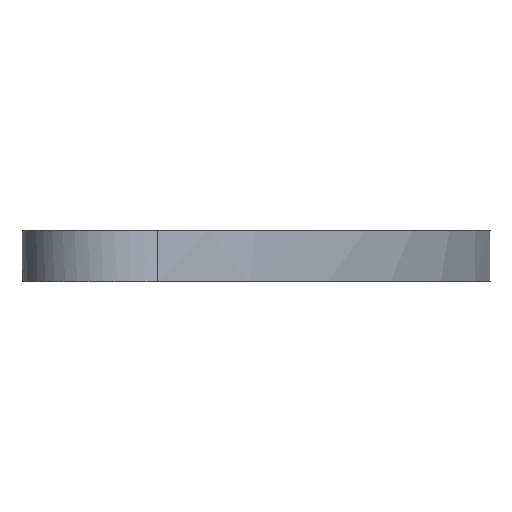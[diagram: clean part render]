
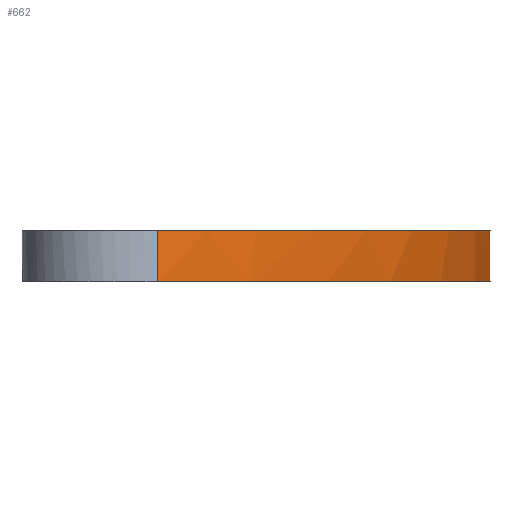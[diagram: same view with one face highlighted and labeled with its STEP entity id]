
A CAD part, left-side view. The second image highlights one B-rep face of the part: STEP entity #662.
In plain terms, the highlighted cylindrical face has radius 0.09 mm (diameter 0.18 mm), a partial arc.
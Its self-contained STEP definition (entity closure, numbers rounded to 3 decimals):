
#662 = ADVANCED_FACE('',(#663),#677,.T.);
#663 = FACE_BOUND('',#664,.T.);
#664 = EDGE_LOOP('',(#665,#710,#724,#762));
#665 = ORIENTED_EDGE('',*,*,#666,.T.);
#666 = EDGE_CURVE('',#667,#669,#671,.T.);
#667 = VERTEX_POINT('',#668);
#668 = CARTESIAN_POINT('',(0.601,0.156,0.007));
#669 = VERTEX_POINT('',#670);
#670 = CARTESIAN_POINT('',(0.445,0.156,0.007));
#671 = SURFACE_CURVE('',#672,(#676),.PCURVE_S1.);
#672 = ( BOUNDED_CURVE() B_SPLINE_CURVE(2,(#673,#674,#675),
.UNSPECIFIED.,.F.,.F.) B_SPLINE_CURVE_WITH_KNOTS((3,3),(5.226,
7.34),.PIECEWISE_BEZIER_KNOTS.) CURVE() 
GEOMETRIC_REPRESENTATION_ITEM() RATIONAL_B_SPLINE_CURVE((1.,
0.491,1.)) REPRESENTATION_ITEM('') );
#673 = CARTESIAN_POINT('',(0.601,0.156,0.007));
#674 = CARTESIAN_POINT('',(0.523,0.017,0.007));
#675 = CARTESIAN_POINT('',(0.445,0.156,0.007));
#676 = PCURVE('',#677,#682);
#677 = CYLINDRICAL_SURFACE('',#678,0.09);
#678 = AXIS2_PLACEMENT_3D('',#679,#680,#681);
#679 = CARTESIAN_POINT('',(0.523,0.2,0.));
#680 = DIRECTION('',(0.,0.,1.));
#681 = DIRECTION('',(0.,-1.,0.));
#682 = DEFINITIONAL_REPRESENTATION('',(#683),#709);
#683 = B_SPLINE_CURVE_WITH_KNOTS('',3,(#684,#685,#686,#687,#688,#689,
    #690,#691,#692,#693,#694,#695,#696,#697,#698,#699,#700,#701,#702,
    #703,#704,#705,#706,#707,#708),.UNSPECIFIED.,.F.,.F.,(4,1,1,1,1,1,1,
    1,1,1,1,1,1,1,1,1,1,1,1,1,1,1,4),(5.226,5.322,
    5.418,5.514,5.61,5.707,
    5.803,5.899,5.995,6.091,
    6.187,6.283,6.379,6.475,
    6.572,6.668,6.764,6.86,
    6.956,7.052,7.148,7.244,
    7.34),.QUASI_UNIFORM_KNOTS.);
#684 = CARTESIAN_POINT('',(7.34,0.007));
#685 = CARTESIAN_POINT('',(7.314,0.007));
#686 = CARTESIAN_POINT('',(7.26,0.007));
#687 = CARTESIAN_POINT('',(7.175,0.007));
#688 = CARTESIAN_POINT('',(7.087,0.007));
#689 = CARTESIAN_POINT('',(6.995,0.007));
#690 = CARTESIAN_POINT('',(6.9,0.007));
#691 = CARTESIAN_POINT('',(6.803,0.007));
#692 = CARTESIAN_POINT('',(6.702,0.007));
#693 = CARTESIAN_POINT('',(6.599,0.007));
#694 = CARTESIAN_POINT('',(6.495,0.007));
#695 = CARTESIAN_POINT('',(6.389,0.007));
#696 = CARTESIAN_POINT('',(6.283,0.007));
#697 = CARTESIAN_POINT('',(6.177,0.007));
#698 = CARTESIAN_POINT('',(6.071,0.007));
#699 = CARTESIAN_POINT('',(5.967,0.007));
#700 = CARTESIAN_POINT('',(5.864,0.007));
#701 = CARTESIAN_POINT('',(5.764,0.007));
#702 = CARTESIAN_POINT('',(5.666,0.007));
#703 = CARTESIAN_POINT('',(5.571,0.007));
#704 = CARTESIAN_POINT('',(5.479,0.007));
#705 = CARTESIAN_POINT('',(5.391,0.007));
#706 = CARTESIAN_POINT('',(5.306,0.007));
#707 = CARTESIAN_POINT('',(5.252,0.007));
#708 = CARTESIAN_POINT('',(5.226,0.007));
#709 = ( GEOMETRIC_REPRESENTATION_CONTEXT(2) 
PARAMETRIC_REPRESENTATION_CONTEXT() REPRESENTATION_CONTEXT('2D SPACE',''
  ) );
#710 = ORIENTED_EDGE('',*,*,#711,.T.);
#711 = EDGE_CURVE('',#669,#712,#714,.T.);
#712 = VERTEX_POINT('',#713);
#713 = CARTESIAN_POINT('',(0.445,0.156,0.));
#714 = SURFACE_CURVE('',#715,(#718),.PCURVE_S1.);
#715 = B_SPLINE_CURVE_WITH_KNOTS('',1,(#716,#717),.UNSPECIFIED.,.F.,.F.,
  (2,2),(0.,0.007),.PIECEWISE_BEZIER_KNOTS.);
#716 = CARTESIAN_POINT('',(0.445,0.156,0.007));
#717 = CARTESIAN_POINT('',(0.445,0.156,0.));
#718 = PCURVE('',#677,#719);
#719 = DEFINITIONAL_REPRESENTATION('',(#720),#723);
#720 = B_SPLINE_CURVE_WITH_KNOTS('',1,(#721,#722),.UNSPECIFIED.,.F.,.F.,
  (2,2),(0.,0.007),.PIECEWISE_BEZIER_KNOTS.);
#721 = CARTESIAN_POINT('',(5.226,0.007));
#722 = CARTESIAN_POINT('',(5.226,0.));
#723 = ( GEOMETRIC_REPRESENTATION_CONTEXT(2) 
PARAMETRIC_REPRESENTATION_CONTEXT() REPRESENTATION_CONTEXT('2D SPACE',''
  ) );
#724 = ORIENTED_EDGE('',*,*,#725,.T.);
#725 = EDGE_CURVE('',#712,#726,#728,.T.);
#726 = VERTEX_POINT('',#727);
#727 = CARTESIAN_POINT('',(0.601,0.156,0.));
#728 = SURFACE_CURVE('',#729,(#733),.PCURVE_S1.);
#729 = ( BOUNDED_CURVE() B_SPLINE_CURVE(2,(#730,#731,#732),
.UNSPECIFIED.,.F.,.F.) B_SPLINE_CURVE_WITH_KNOTS((3,3),(5.226,
7.34),.PIECEWISE_BEZIER_KNOTS.) CURVE() 
GEOMETRIC_REPRESENTATION_ITEM() RATIONAL_B_SPLINE_CURVE((1.,
0.491,1.)) REPRESENTATION_ITEM('') );
#730 = CARTESIAN_POINT('',(0.445,0.156,0.));
#731 = CARTESIAN_POINT('',(0.523,0.017,0.));
#732 = CARTESIAN_POINT('',(0.601,0.156,0.));
#733 = PCURVE('',#677,#734);
#734 = DEFINITIONAL_REPRESENTATION('',(#735),#761);
#735 = B_SPLINE_CURVE_WITH_KNOTS('',3,(#736,#737,#738,#739,#740,#741,
    #742,#743,#744,#745,#746,#747,#748,#749,#750,#751,#752,#753,#754,
    #755,#756,#757,#758,#759,#760),.UNSPECIFIED.,.F.,.F.,(4,1,1,1,1,1,1,
    1,1,1,1,1,1,1,1,1,1,1,1,1,1,1,4),(5.226,5.322,
    5.418,5.514,5.61,5.707,
    5.803,5.899,5.995,6.091,
    6.187,6.283,6.379,6.475,
    6.572,6.668,6.764,6.86,
    6.956,7.052,7.148,7.244,
    7.34),.QUASI_UNIFORM_KNOTS.);
#736 = CARTESIAN_POINT('',(5.226,0.));
#737 = CARTESIAN_POINT('',(5.252,0.));
#738 = CARTESIAN_POINT('',(5.306,0.));
#739 = CARTESIAN_POINT('',(5.391,0.));
#740 = CARTESIAN_POINT('',(5.479,0.));
#741 = CARTESIAN_POINT('',(5.571,0.));
#742 = CARTESIAN_POINT('',(5.666,0.));
#743 = CARTESIAN_POINT('',(5.764,0.));
#744 = CARTESIAN_POINT('',(5.864,0.));
#745 = CARTESIAN_POINT('',(5.967,0.));
#746 = CARTESIAN_POINT('',(6.071,0.));
#747 = CARTESIAN_POINT('',(6.177,0.));
#748 = CARTESIAN_POINT('',(6.283,0.));
#749 = CARTESIAN_POINT('',(6.389,0.));
#750 = CARTESIAN_POINT('',(6.495,0.));
#751 = CARTESIAN_POINT('',(6.599,0.));
#752 = CARTESIAN_POINT('',(6.702,0.));
#753 = CARTESIAN_POINT('',(6.803,0.));
#754 = CARTESIAN_POINT('',(6.9,0.));
#755 = CARTESIAN_POINT('',(6.995,0.));
#756 = CARTESIAN_POINT('',(7.087,0.));
#757 = CARTESIAN_POINT('',(7.175,0.));
#758 = CARTESIAN_POINT('',(7.26,0.));
#759 = CARTESIAN_POINT('',(7.314,0.));
#760 = CARTESIAN_POINT('',(7.34,0.));
#761 = ( GEOMETRIC_REPRESENTATION_CONTEXT(2) 
PARAMETRIC_REPRESENTATION_CONTEXT() REPRESENTATION_CONTEXT('2D SPACE',''
  ) );
#762 = ORIENTED_EDGE('',*,*,#763,.T.);
#763 = EDGE_CURVE('',#726,#667,#764,.T.);
#764 = SURFACE_CURVE('',#765,(#768),.PCURVE_S1.);
#765 = B_SPLINE_CURVE_WITH_KNOTS('',1,(#766,#767),.UNSPECIFIED.,.F.,.F.,
  (2,2),(0.,0.007),.PIECEWISE_BEZIER_KNOTS.);
#766 = CARTESIAN_POINT('',(0.601,0.156,0.));
#767 = CARTESIAN_POINT('',(0.601,0.156,0.007));
#768 = PCURVE('',#677,#769);
#769 = DEFINITIONAL_REPRESENTATION('',(#770),#773);
#770 = B_SPLINE_CURVE_WITH_KNOTS('',1,(#771,#772),.UNSPECIFIED.,.F.,.F.,
  (2,2),(0.,0.007),.PIECEWISE_BEZIER_KNOTS.);
#771 = CARTESIAN_POINT('',(7.34,0.));
#772 = CARTESIAN_POINT('',(7.34,0.007));
#773 = ( GEOMETRIC_REPRESENTATION_CONTEXT(2) 
PARAMETRIC_REPRESENTATION_CONTEXT() REPRESENTATION_CONTEXT('2D SPACE',''
  ) );
